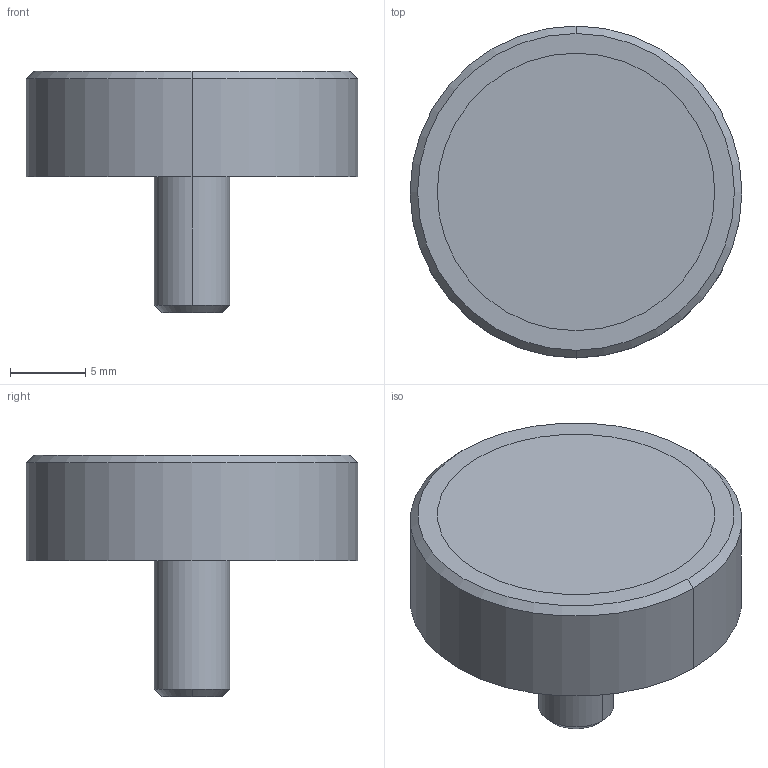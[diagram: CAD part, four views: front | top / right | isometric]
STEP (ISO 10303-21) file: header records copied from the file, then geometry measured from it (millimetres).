
FILE_DESCRIPTION (( 'STEP AP214' ), '1' );
FILE_NAME ('M610 Nx.STEP', '2018-11-19T13:18:16', ( '' ), ( '' ), 'SwSTEP 2.0', 'SolidWorks 2018', '' );
FILE_SCHEMA (( 'AUTOMOTIVE_DESIGN' ));
Length unit declared in the file: metre
Products named in the file (3): resina; Corpo_0; M610 Nx
Assembly tree (2 placements, depth 2):
  M610 Nx
    Corpo_0
    resina
Bounding box: 22 x 22 x 16 mm (x, y, z)
Volume: 2827.3 mm3; surface area: 2504.5 mm2
Topology: 2 solids, 2 shells, 18 faces, 34 edges, 22 vertices
Faces by surface type: cylinder 8, plane 6, cone 4
Entity records: 728 total; most frequent: DIRECTION 102, CARTESIAN_POINT 79, ORIENTED_EDGE 68, AXIS2_PLACEMENT_3D 45, EDGE_CURVE 34, CIRCLE 22, VERTEX_POINT 22, UNCERTAINTY_MEASURE_WITH_UNIT 21
